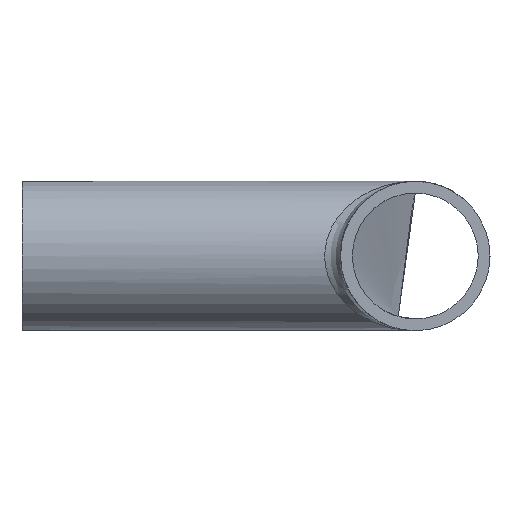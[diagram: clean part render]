
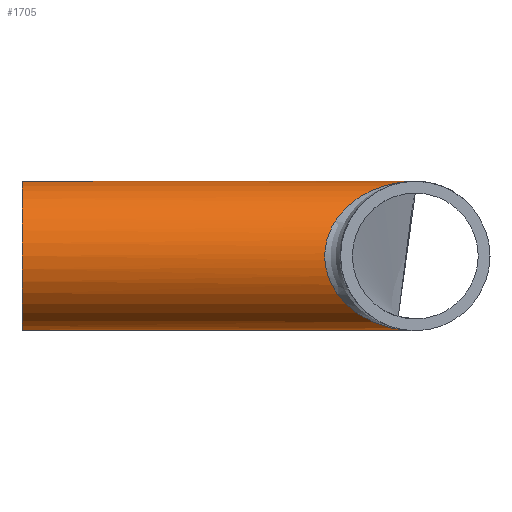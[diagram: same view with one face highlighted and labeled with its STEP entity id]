
A CAD part, left-side view. The second image highlights one B-rep face of the part: STEP entity #1705.
In plain terms, the highlighted cylindrical face has radius 9.5 mm (diameter 19 mm), a full revolution.
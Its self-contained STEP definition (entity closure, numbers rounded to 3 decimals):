
#218 = CIRCLE ( 'NONE', #413, 9.5 ) ;
#413 = AXIS2_PLACEMENT_3D ( 'NONE', #5724, #4750, #4551 ) ;
#676 = CARTESIAN_POINT ( 'NONE',  ( 0., 50., 9.5 ) ) ;
#830 = CARTESIAN_POINT ( 'NONE',  ( 19., 23., -9.5 ) ) ;
#844 = ORIENTED_EDGE ( 'NONE', *, *, #1088, .F. ) ;
#1088 = EDGE_CURVE ( 'NONE', #9688, #9688, #218, .T. ) ;
#1320 = FACE_OUTER_BOUND ( 'NONE', #3881, .T. ) ;
#1629 =( BOUNDED_CURVE ( )  B_SPLINE_CURVE ( 3, ( #7127, #2081, #4925, #2209 ),
 .UNSPECIFIED., .F., .T. ) 
 B_SPLINE_CURVE_WITH_KNOTS ( ( 4, 4 ),
 ( 4.712, 7.854 ),
 .UNSPECIFIED. ) 
 CURVE ( )  GEOMETRIC_REPRESENTATION_ITEM ( )  RATIONAL_B_SPLINE_CURVE ( ( 1., 0.333, 0.333, 1. ) ) 
 REPRESENTATION_ITEM ( '' )  );
#1705 = ADVANCED_FACE ( 'NONE', ( #2287, #1320 ), #3325, .T. ) ;
#2081 = CARTESIAN_POINT ( 'NONE',  ( -19., 23., -9.5 ) ) ;
#2209 = CARTESIAN_POINT ( 'NONE',  ( 0., 0., 9.5 ) ) ;
#2287 = FACE_OUTER_BOUND ( 'NONE', #5978, .T. ) ;
#3021 = VERTEX_POINT ( 'NONE', #11540 ) ;
#3325 = CYLINDRICAL_SURFACE ( 'NONE', #10756, 9.5 ) ;
#3654 = CARTESIAN_POINT ( 'NONE',  ( 0., 0., -9.5 ) ) ;
#3881 = EDGE_LOOP ( 'NONE', ( #844 ) ) ;
#4265 =( BOUNDED_CURVE ( )  B_SPLINE_CURVE ( 3, ( #5551, #5755, #830, #4593 ),
 .UNSPECIFIED., .F., .T. ) 
 B_SPLINE_CURVE_WITH_KNOTS ( ( 4, 4 ),
 ( 1.571, 4.712 ),
 .UNSPECIFIED. ) 
 CURVE ( )  GEOMETRIC_REPRESENTATION_ITEM ( )  RATIONAL_B_SPLINE_CURVE ( ( 1., 0.333, 0.333, 1. ) ) 
 REPRESENTATION_ITEM ( '' )  );
#4551 = DIRECTION ( 'NONE',  ( 0., 0., 1. ) ) ;
#4593 = CARTESIAN_POINT ( 'NONE',  ( 0., 0., -9.5 ) ) ;
#4750 = DIRECTION ( 'NONE',  ( 0., 1., 0. ) ) ;
#4925 = CARTESIAN_POINT ( 'NONE',  ( -19., 23., 9.5 ) ) ;
#5265 = DIRECTION ( 'NONE',  ( 0., 0., -1. ) ) ;
#5551 = CARTESIAN_POINT ( 'NONE',  ( 0., 0., 9.5 ) ) ;
#5724 = CARTESIAN_POINT ( 'NONE',  ( 0., 50., 0. ) ) ;
#5755 = CARTESIAN_POINT ( 'NONE',  ( 19., 23., 9.5 ) ) ;
#5978 = EDGE_LOOP ( 'NONE', ( #9065, #9012 ) ) ;
#6230 = EDGE_CURVE ( 'NONE', #12115, #3021, #1629, .T. ) ;
#7127 = CARTESIAN_POINT ( 'NONE',  ( 0., 0., -9.5 ) ) ;
#7139 = EDGE_CURVE ( 'NONE', #3021, #12115, #4265, .T. ) ;
#7211 = CARTESIAN_POINT ( 'NONE',  ( 0., 50., 0. ) ) ;
#9012 = ORIENTED_EDGE ( 'NONE', *, *, #7139, .T. ) ;
#9065 = ORIENTED_EDGE ( 'NONE', *, *, #6230, .T. ) ;
#9688 = VERTEX_POINT ( 'NONE', #676 ) ;
#10756 = AXIS2_PLACEMENT_3D ( 'NONE', #7211, #12029, #5265 ) ;
#11540 = CARTESIAN_POINT ( 'NONE',  ( 0., 0., 9.5 ) ) ;
#12029 = DIRECTION ( 'NONE',  ( 0., -1., 0. ) ) ;
#12115 = VERTEX_POINT ( 'NONE', #3654 ) ;
